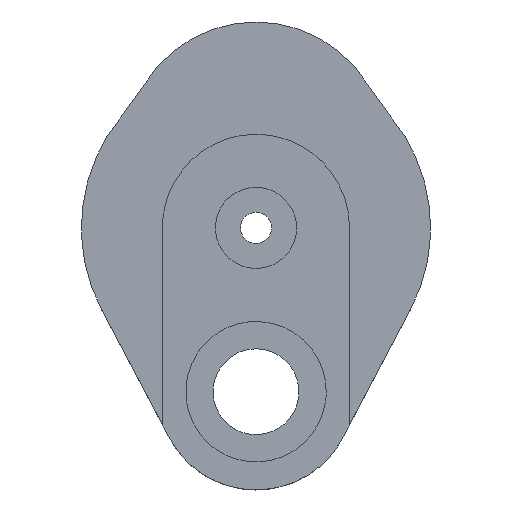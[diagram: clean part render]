
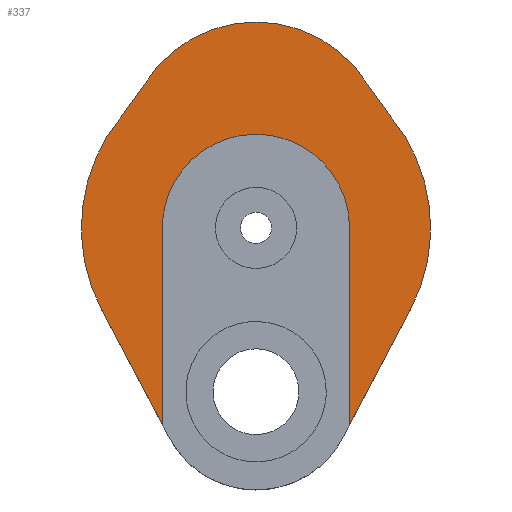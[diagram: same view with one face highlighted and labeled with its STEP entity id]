
A CAD part, front view. The second image highlights one B-rep face of the part: STEP entity #337.
In plain terms, the highlighted free-form (B-spline) face has degree [1, 1] with [2, 2] control points.
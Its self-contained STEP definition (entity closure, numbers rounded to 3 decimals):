
#24 = VERTEX_POINT('',#25);
#25 = CARTESIAN_POINT('',(-50.35,-21.348,
    -26.567));
#30 = EDGE_CURVE('',#24,#31,#33,.T.);
#31 = VERTEX_POINT('',#32);
#32 = CARTESIAN_POINT('',(-43.959,-21.348,
    36.174));
#33 = ( BOUNDED_CURVE() B_SPLINE_CURVE(2,(#34,#35,#36),.UNSPECIFIED.,.F.
,.F.) B_SPLINE_CURVE_WITH_KNOTS((3,3),(5.798,6.972),
.PIECEWISE_BEZIER_KNOTS.) CURVE() GEOMETRIC_REPRESENTATION_ITEM() 
RATIONAL_B_SPLINE_CURVE((1.,0.833,1.)) REPRESENTATION_ITEM('') 
  );
#34 = CARTESIAN_POINT('',(-50.35,-21.348,
    -26.567));
#35 = CARTESIAN_POINT('',(-68.024,-21.348,6.929
    ));
#36 = CARTESIAN_POINT('',(-43.959,-21.348,
    36.174));
#78 = VERTEX_POINT('',#79);
#79 = CARTESIAN_POINT('',(-30.498,-21.348,-64.191
    ));
#84 = EDGE_CURVE('',#78,#24,#85,.T.);
#85 = B_SPLINE_CURVE_WITH_KNOTS('',1,(#86,#87),.UNSPECIFIED.,.F.,.F.,(2,
    2),(4.586,46.433),.PIECEWISE_BEZIER_KNOTS.);
#86 = CARTESIAN_POINT('',(-30.498,-21.348,-64.191
    ));
#87 = CARTESIAN_POINT('',(-50.35,-21.348,
    -26.567));
#106 = VERTEX_POINT('',#107);
#107 = CARTESIAN_POINT('',(-36.314,-21.348,
    46.855));
#112 = EDGE_CURVE('',#106,#31,#113,.T.);
#113 = ( BOUNDED_CURVE() B_SPLINE_CURVE(2,(#114,#115,#116),
.UNSPECIFIED.,.F.,.F.) B_SPLINE_CURVE_WITH_KNOTS((3,3),(3.695,
3.83),.PIECEWISE_BEZIER_KNOTS.) CURVE() 
GEOMETRIC_REPRESENTATION_ITEM() RATIONAL_B_SPLINE_CURVE((1.,
0.998,1.)) REPRESENTATION_ITEM('') );
#114 = CARTESIAN_POINT('',(-36.314,-21.348,
    46.855));
#115 = CARTESIAN_POINT('',(-39.776,-21.348,
    41.256));
#116 = CARTESIAN_POINT('',(-43.959,-21.348,
    36.174));
#337 = ADVANCED_FACE('',(#338),#404,.T.);
#338 = FACE_BOUND('',#339,.T.);
#339 = EDGE_LOOP('',(#340,#349,#356,#364,#372,#380,#386,#387,#388,#389,
    #396));
#340 = ORIENTED_EDGE('',*,*,#341,.F.);
#341 = EDGE_CURVE('',#342,#344,#346,.T.);
#342 = VERTEX_POINT('',#343);
#343 = CARTESIAN_POINT('',(30.498,-21.348,-64.191
    ));
#344 = VERTEX_POINT('',#345);
#345 = CARTESIAN_POINT('',(30.498,-21.348,
    0.));
#346 = B_SPLINE_CURVE_WITH_KNOTS('',1,(#347,#348),.UNSPECIFIED.,.F.,.F.,
  (2,2),(0.,63.144),.PIECEWISE_BEZIER_KNOTS.);
#347 = CARTESIAN_POINT('',(30.498,-21.348,-64.191
    ));
#348 = CARTESIAN_POINT('',(30.498,-21.348,
    0.));
#349 = ORIENTED_EDGE('',*,*,#350,.T.);
#350 = EDGE_CURVE('',#342,#351,#353,.T.);
#351 = VERTEX_POINT('',#352);
#352 = CARTESIAN_POINT('',(50.35,-21.348,
    -26.567));
#353 = B_SPLINE_CURVE_WITH_KNOTS('',1,(#354,#355),.UNSPECIFIED.,.F.,.F.,
  (2,2),(4.586,46.433),.PIECEWISE_BEZIER_KNOTS.);
#354 = CARTESIAN_POINT('',(30.498,-21.348,
    -64.191));
#355 = CARTESIAN_POINT('',(50.35,-21.348,
    -26.567));
#356 = ORIENTED_EDGE('',*,*,#357,.T.);
#357 = EDGE_CURVE('',#351,#358,#360,.T.);
#358 = VERTEX_POINT('',#359);
#359 = CARTESIAN_POINT('',(43.959,-21.348,
    36.174));
#360 = ( BOUNDED_CURVE() B_SPLINE_CURVE(2,(#361,#362,#363),
.UNSPECIFIED.,.F.,.F.) B_SPLINE_CURVE_WITH_KNOTS((3,3),(5.798,
6.972),.PIECEWISE_BEZIER_KNOTS.) CURVE() 
GEOMETRIC_REPRESENTATION_ITEM() RATIONAL_B_SPLINE_CURVE((1.,
0.833,1.)) REPRESENTATION_ITEM('') );
#361 = CARTESIAN_POINT('',(50.35,-21.348,
    -26.567));
#362 = CARTESIAN_POINT('',(68.024,-21.348,
    6.929));
#363 = CARTESIAN_POINT('',(43.959,-21.348,
    36.174));
#364 = ORIENTED_EDGE('',*,*,#365,.F.);
#365 = EDGE_CURVE('',#366,#358,#368,.T.);
#366 = VERTEX_POINT('',#367);
#367 = CARTESIAN_POINT('',(36.314,-21.348,
    46.855));
#368 = ( BOUNDED_CURVE() B_SPLINE_CURVE(2,(#369,#370,#371),
.UNSPECIFIED.,.F.,.F.) B_SPLINE_CURVE_WITH_KNOTS((3,3),(3.695,
3.83),.PIECEWISE_BEZIER_KNOTS.) CURVE() 
GEOMETRIC_REPRESENTATION_ITEM() RATIONAL_B_SPLINE_CURVE((1.,
0.998,1.)) REPRESENTATION_ITEM('') );
#369 = CARTESIAN_POINT('',(36.314,-21.348,
    46.855));
#370 = CARTESIAN_POINT('',(39.776,-21.348,
    41.256));
#371 = CARTESIAN_POINT('',(43.959,-21.348,
    36.174));
#372 = ORIENTED_EDGE('',*,*,#373,.T.);
#373 = EDGE_CURVE('',#366,#374,#376,.T.);
#374 = VERTEX_POINT('',#375);
#375 = CARTESIAN_POINT('',(0.,-21.348,
    67.095));
#376 = ( BOUNDED_CURVE() B_SPLINE_CURVE(2,(#377,#378,#379),
.UNSPECIFIED.,.F.,.F.) B_SPLINE_CURVE_WITH_KNOTS((3,3),(0.554,
1.571),.PIECEWISE_BEZIER_KNOTS.) CURVE() 
GEOMETRIC_REPRESENTATION_ITEM() RATIONAL_B_SPLINE_CURVE((1.,
0.873,1.)) REPRESENTATION_ITEM('') );
#377 = CARTESIAN_POINT('',(36.314,-21.348,
    46.855));
#378 = CARTESIAN_POINT('',(23.797,-21.348,
    67.095));
#379 = CARTESIAN_POINT('',(0.,-21.348,
    67.095));
#380 = ORIENTED_EDGE('',*,*,#381,.F.);
#381 = EDGE_CURVE('',#106,#374,#382,.T.);
#382 = ( BOUNDED_CURVE() B_SPLINE_CURVE(2,(#383,#384,#385),
.UNSPECIFIED.,.F.,.F.) B_SPLINE_CURVE_WITH_KNOTS((3,3),(0.554,
1.571),.PIECEWISE_BEZIER_KNOTS.) CURVE() 
GEOMETRIC_REPRESENTATION_ITEM() RATIONAL_B_SPLINE_CURVE((1.,
0.873,1.)) REPRESENTATION_ITEM('') );
#383 = CARTESIAN_POINT('',(-36.314,-21.348,
    46.855));
#384 = CARTESIAN_POINT('',(-23.797,-21.348,
    67.095));
#385 = CARTESIAN_POINT('',(0.,-21.348,
    67.095));
#386 = ORIENTED_EDGE('',*,*,#112,.T.);
#387 = ORIENTED_EDGE('',*,*,#30,.F.);
#388 = ORIENTED_EDGE('',*,*,#84,.F.);
#389 = ORIENTED_EDGE('',*,*,#390,.T.);
#390 = EDGE_CURVE('',#78,#391,#393,.T.);
#391 = VERTEX_POINT('',#392);
#392 = CARTESIAN_POINT('',(-30.498,-21.348,
    0.));
#393 = B_SPLINE_CURVE_WITH_KNOTS('',1,(#394,#395),.UNSPECIFIED.,.F.,.F.,
  (2,2),(0.,63.144),.PIECEWISE_BEZIER_KNOTS.);
#394 = CARTESIAN_POINT('',(-30.498,-21.348,
    -64.191));
#395 = CARTESIAN_POINT('',(-30.498,-21.348,
    0.));
#396 = ORIENTED_EDGE('',*,*,#397,.F.);
#397 = EDGE_CURVE('',#344,#391,#398,.T.);
#398 = ( BOUNDED_CURVE() B_SPLINE_CURVE(2,(#399,#400,#401,#402,#403),
.UNSPECIFIED.,.F.,.F.) B_SPLINE_CURVE_WITH_KNOTS((3,2,3),(0.,
1.571,3.142),.PIECEWISE_BEZIER_KNOTS.) CURVE() 
GEOMETRIC_REPRESENTATION_ITEM() RATIONAL_B_SPLINE_CURVE((1.,
0.707,1.,0.707,1.)) REPRESENTATION_ITEM('') );
#399 = CARTESIAN_POINT('',(30.498,-21.348,
    0.));
#400 = CARTESIAN_POINT('',(30.498,-21.348,30.498
    ));
#401 = CARTESIAN_POINT('',(0.,-21.348,
    30.498));
#402 = CARTESIAN_POINT('',(-30.498,-21.348,
    30.498));
#403 = CARTESIAN_POINT('',(-30.498,-21.348,
    0.));
#404 = B_SPLINE_SURFACE_WITH_KNOTS('',1,1,(
    (#405,#406)
    ,(#407,#408
    )),.UNSPECIFIED.,.F.,.F.,.F.,(2,2),(2,2),(-55.968,
    73.176),(-56.,56.),.PIECEWISE_BEZIER_KNOTS.);
#405 = CARTESIAN_POINT('',(56.929,-21.348,
    -64.191));
#406 = CARTESIAN_POINT('',(-56.929,-21.348,
    -64.191));
#407 = CARTESIAN_POINT('',(56.929,-21.348,
    67.095));
#408 = CARTESIAN_POINT('',(-56.929,-21.348,
    67.095));
